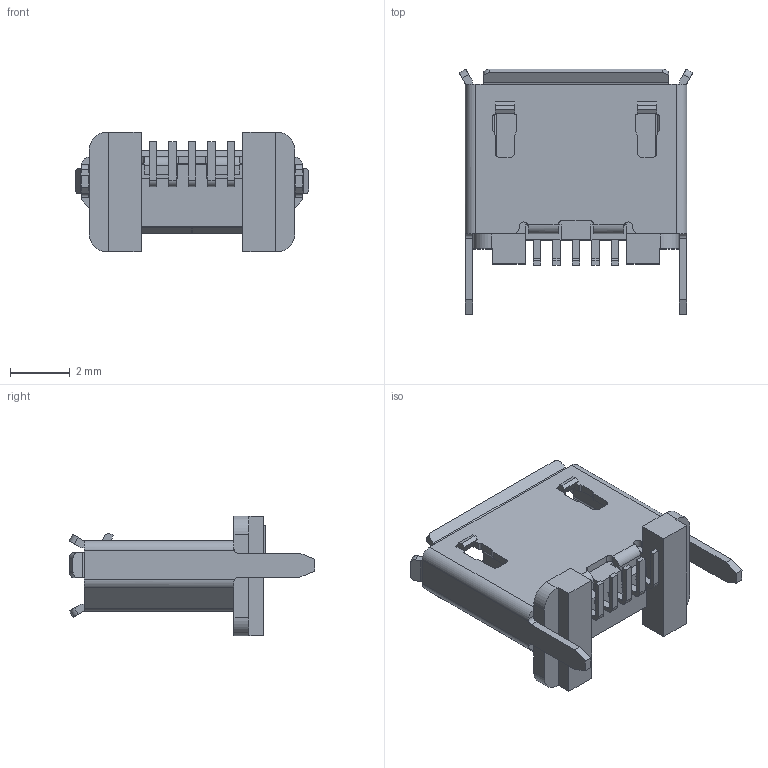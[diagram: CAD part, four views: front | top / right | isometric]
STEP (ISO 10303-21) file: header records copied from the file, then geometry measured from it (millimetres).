
FILE_DESCRIPTION (( 'STEP AP203' ), '1' );
FILE_NAME ('USB3140-30-0170-1-X_revB.STEP', '2016-10-06T11:05:19', ( '' ), ( '' ), 'SwSTEP 2.0', 'SolidWorks 2010', '' );
FILE_SCHEMA (( 'CONFIG_CONTROL_DESIGN' ));
Length unit declared in the file: millimetre
Products named in the file (9): TER2-14; HOUSING-2; USB3140-30-0170-1-X_revB; TER2-1; SHELL-2; TER2-10; TER2-13; TER2-11; TER2-12
Assembly tree (8 placements, depth 3):
  USB3140-30-0170-1-X_revB
    HOUSING-2
    TER2-1
      TER2-14
      TER2-11
      TER2-13
      TER2-10
      TER2-12
    SHELL-2
Bounding box: 7.8 x 8.2 x 4 mm (x, y, z)
Volume: 58.6 mm3; surface area: 360.4 mm2
Topology: 7 solids, 7 shells, 533 faces, 1486 edges, 968 vertices
Faces by surface type: plane 411, cylinder 118, bspline 4
Entity records: 17963 total; most frequent: CARTESIAN_POINT 3155, ORIENTED_EDGE 2972, DIRECTION 2774, EDGE_CURVE 1486, VECTOR 1240, LINE 1240, VERTEX_POINT 968, AXIS2_PLACEMENT_3D 767
